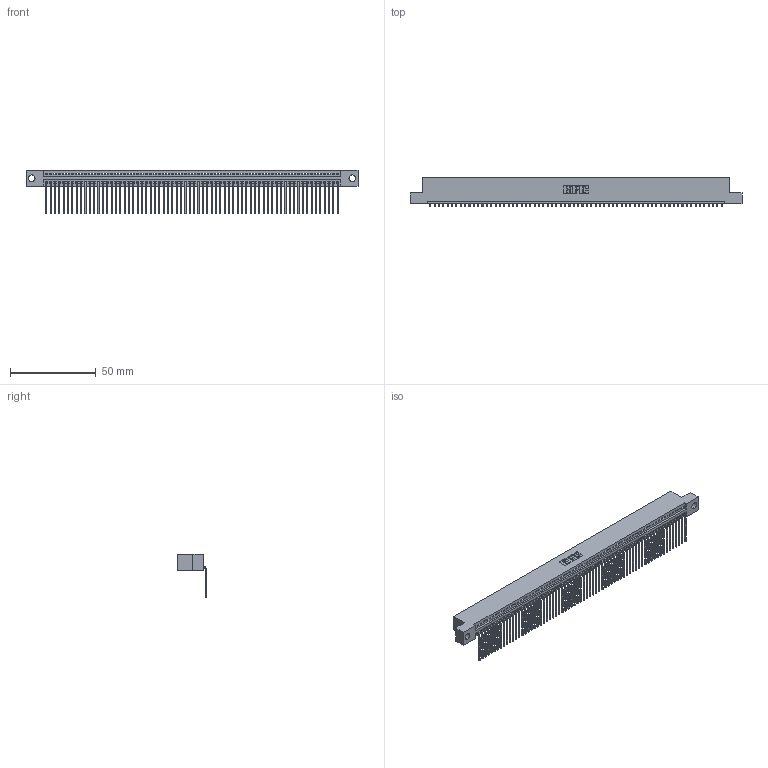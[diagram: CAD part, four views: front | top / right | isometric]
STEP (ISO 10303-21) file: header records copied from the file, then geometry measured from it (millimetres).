
FILE_DESCRIPTION (( 'STEP AP203' ), '1' );
FILE_NAME ('345-068-559-104.STEP', '2018-09-30T15:25:39', ( '' ), ( '' ), 'SwSTEP 2.0', 'SolidWorks 2016', '' );
FILE_SCHEMA (( 'CONFIG_CONTROL_DESIGN' ));
Length unit declared in the file: inch
Products named in the file (3): 345 Part_Flush Mounting Lugs - 0.156 Dia-TH; 345-292-001_558 559 Tail - 1; 345-068-559-104
Assembly tree (69 placements, depth 2):
  345-068-559-104
    345 Part_Flush Mounting Lugs - 0.156 Dia-TH
    345-292-001_558 559 Tail - 1  x68
Bounding box: 193.93 x 16.75 x 25.53 mm (x, y, z)
Volume: 18771.3 mm3; surface area: 26438.7 mm2
Topology: 69 solids, 69 shells, 4206 faces, 12717 edges, 8386 vertices
Faces by surface type: plane 2936, cylinder 1270
Entity records: 47765 total; most frequent: ORIENTED_EDGE 8282, CARTESIAN_POINT 8280, DIRECTION 7193, EDGE_CURVE 4141, VECTOR 3737, LINE 3737, VERTEX_POINT 2758, AXIS2_PLACEMENT_3D 1728
